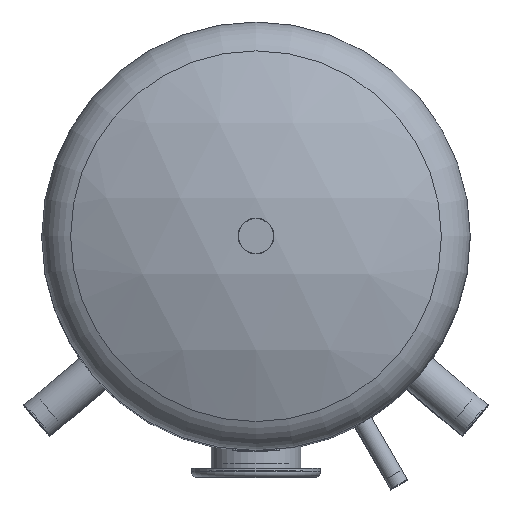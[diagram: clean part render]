
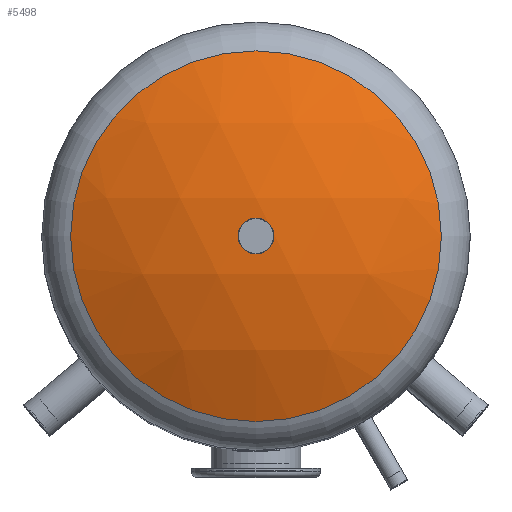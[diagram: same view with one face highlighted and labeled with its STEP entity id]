
A CAD part, top view. The second image highlights one B-rep face of the part: STEP entity #5498.
In plain terms, the highlighted spherical face has radius 604 mm.
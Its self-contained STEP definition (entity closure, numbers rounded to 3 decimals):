
#1419=FACE_OUTER_BOUND($,#1845,.T.);
#1845=EDGE_LOOP($,(#3983));
#2252=CIRCLE($,#5948,258.2);
#2610=VERTEX_POINT($,#9869);
#3142=EDGE_CURVE($,#2610,#2610,#2252,.T.);
#3983=ORIENTED_EDGE($,*,*,#3142,.F.);
#5422=SPHERICAL_SURFACE($,#5947,604.);
#5498=ADVANCED_FACE($,(#1419),#5422,.T.);
#5947=AXIS2_PLACEMENT_3D($,#9868,#6774,#6775);
#5948=AXIS2_PLACEMENT_3D($,#9870,#6776,#6777);
#6774=DIRECTION('center_axis',(0.,1.,0.));
#6775=DIRECTION('ref_axis',(1.,0.,0.));
#6776=DIRECTION('center_axis',(0.,0.,
-1.));
#6777=DIRECTION('ref_axis',(-1.,0.,0.));
#9868=CARTESIAN_POINT('Origin',(0.,0.,613.82));
#9869=CARTESIAN_POINT('',(-258.2,0.,1159.85));
#9870=CARTESIAN_POINT('Origin',(0.,0.,
1159.85));
